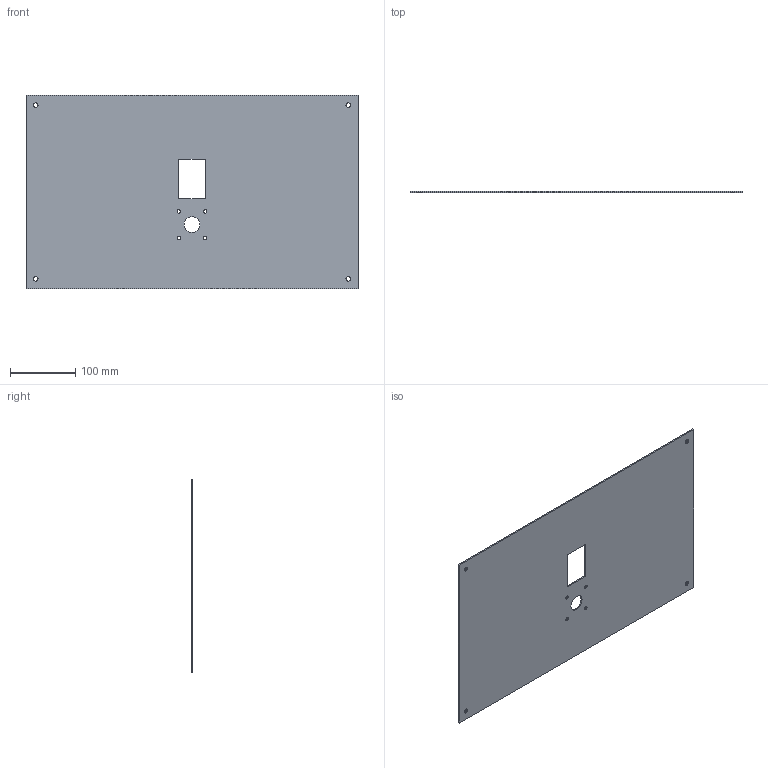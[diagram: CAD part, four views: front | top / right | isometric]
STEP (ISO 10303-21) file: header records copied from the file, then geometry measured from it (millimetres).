
FILE_DESCRIPTION (( 'STEP AP203' ), '1' );
FILE_NAME ('side_plate_v2_Default_sldprt.STEP', '2024-10-30T12:15:57', ( '' ), ( '' ), 'SwSTEP 2.0', 'SolidWorks 2023', '' );
FILE_SCHEMA (( 'CONFIG_CONTROL_DESIGN' ));
Length unit declared in the file: millimetre
Products named in the file (1): side_plate_v2_Default_sldprt
Bounding box: 508 x 2 x 296 mm (x, y, z)
Volume: 294564.2 mm3; surface area: 298635.1 mm2
Topology: 1 solids, 1 shells, 28 faces, 78 edges, 52 vertices
Faces by surface type: cylinder 18, plane 10
Entity records: 1035 total; most frequent: DIRECTION 172, CARTESIAN_POINT 159, ORIENTED_EDGE 156, EDGE_CURVE 78, AXIS2_PLACEMENT_3D 65, VERTEX_POINT 52, EDGE_LOOP 48, LINE 42
